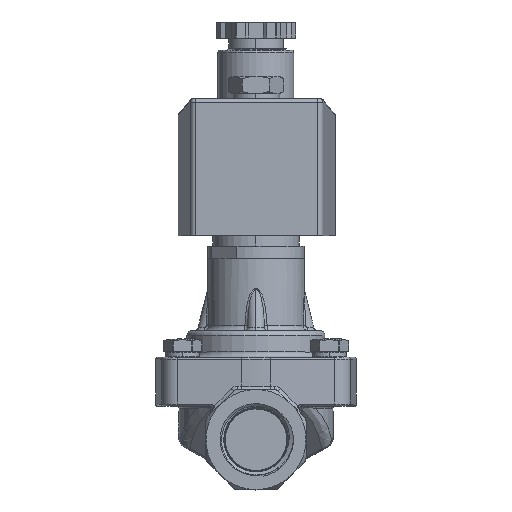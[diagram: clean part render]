
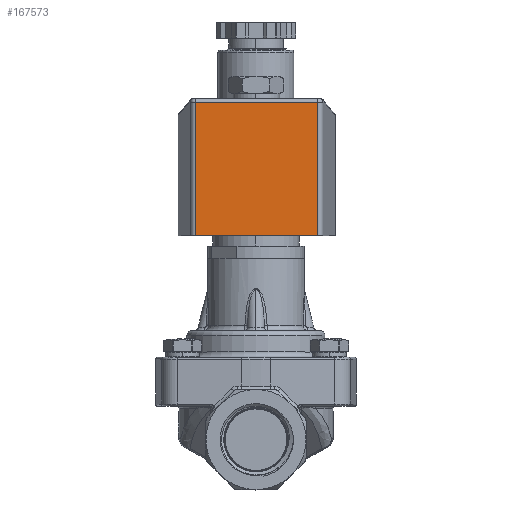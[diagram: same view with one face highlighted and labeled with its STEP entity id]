
A CAD part, top view. The second image highlights one B-rep face of the part: STEP entity #167573.
In plain terms, the highlighted planar face has unit normal (0, 0, 1).
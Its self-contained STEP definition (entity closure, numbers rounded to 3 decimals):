
#7 = VERTEX_POINT ( 'NONE', #92359 ) ;
#7697 = DIRECTION ( 'NONE',  ( 0., -1., 0. ) ) ;
#16782 = CARTESIAN_POINT ( 'NONE',  ( 53.643, 54.01, 113.073 ) ) ;
#19558 = LINE ( 'NONE', #41602, #157577 ) ;
#20835 = VECTOR ( 'NONE', #153905, 1000. ) ;
#38662 = CARTESIAN_POINT ( 'NONE',  ( 18.252, 55.15, 113.073 ) ) ;
#40285 = CARTESIAN_POINT ( 'NONE',  ( 18.252, 54.01, 113.073 ) ) ;
#41602 = CARTESIAN_POINT ( 'NONE',  ( 16.948, 54.01, 113.073 ) ) ;
#49286 = VECTOR ( 'NONE', #131441, 1000. ) ;
#49662 = LINE ( 'NONE', #122704, #152032 ) ;
#50940 = EDGE_CURVE ( 'NONE', #7, #81890, #53478, .T. ) ;
#53478 = LINE ( 'NONE', #38662, #49286 ) ;
#60497 = CARTESIAN_POINT ( 'NONE',  ( 53.643, 55.01, 113.073 ) ) ;
#60907 = ORIENTED_EDGE ( 'NONE', *, *, #157951, .F. ) ;
#68802 = ORIENTED_EDGE ( 'NONE', *, *, #146474, .T. ) ;
#69563 = CARTESIAN_POINT ( 'NONE',  ( 53.643, 15.354, 113.073 ) ) ;
#81890 = VERTEX_POINT ( 'NONE', #40285 ) ;
#87745 = DIRECTION ( 'NONE',  ( 0., 0., 1. ) ) ;
#89200 = FACE_OUTER_BOUND ( 'NONE', #135322, .T. ) ;
#91893 = LINE ( 'NONE', #60497, #20835 ) ;
#92359 = CARTESIAN_POINT ( 'NONE',  ( 18.252, 15.354, 113.073 ) ) ;
#94738 = VERTEX_POINT ( 'NONE', #16782 ) ;
#105207 = ORIENTED_EDGE ( 'NONE', *, *, #169899, .T. ) ;
#113885 = AXIS2_PLACEMENT_3D ( 'NONE', #167855, #87745, #7697 ) ;
#113941 = PLANE ( 'NONE',  #113885 ) ;
#119476 = ORIENTED_EDGE ( 'NONE', *, *, #50940, .F. ) ;
#122704 = CARTESIAN_POINT ( 'NONE',  ( 16.948, 15.354, 113.073 ) ) ;
#131441 = DIRECTION ( 'NONE',  ( 0., 1., 0. ) ) ;
#135322 = EDGE_LOOP ( 'NONE', ( #105207, #68802, #119476, #60907 ) ) ;
#136168 = DIRECTION ( 'NONE',  ( -1., 0., 0. ) ) ;
#146474 = EDGE_CURVE ( 'NONE', #94738, #81890, #19558, .T. ) ;
#148389 = DIRECTION ( 'NONE',  ( -1., 0., 0. ) ) ;
#152032 = VECTOR ( 'NONE', #136168, 1000. ) ;
#153905 = DIRECTION ( 'NONE',  ( 0., 1., 0. ) ) ;
#157577 = VECTOR ( 'NONE', #148389, 1000. ) ;
#157951 = EDGE_CURVE ( 'NONE', #170325, #7, #49662, .T. ) ;
#167573 = ADVANCED_FACE ( 'NONE', ( #89200 ), #113941, .T. ) ;
#167855 = CARTESIAN_POINT ( 'NONE',  ( 16.948, 55.01, 113.073 ) ) ;
#169899 = EDGE_CURVE ( 'NONE', #170325, #94738, #91893, .T. ) ;
#170325 = VERTEX_POINT ( 'NONE', #69563 ) ;
